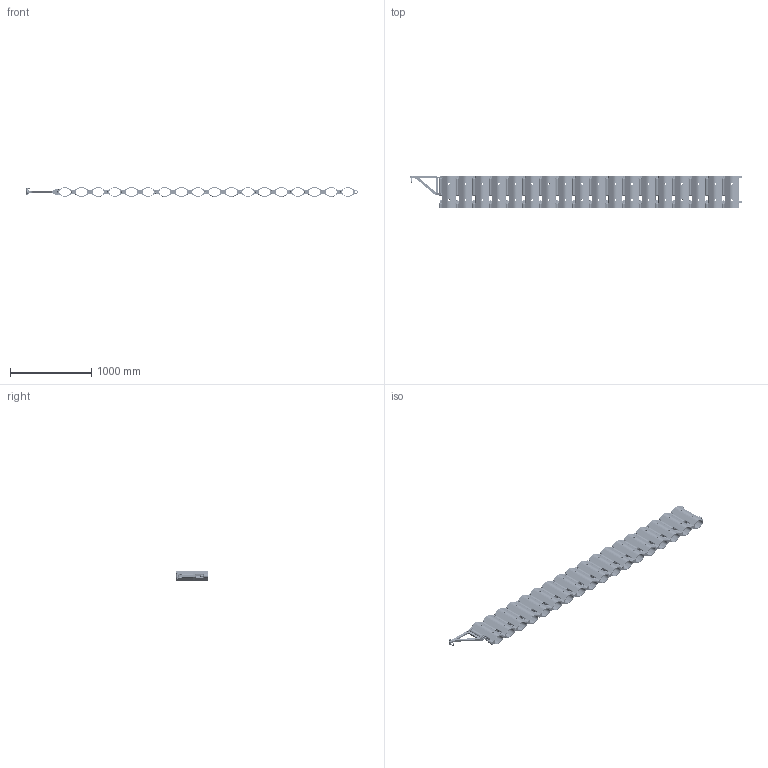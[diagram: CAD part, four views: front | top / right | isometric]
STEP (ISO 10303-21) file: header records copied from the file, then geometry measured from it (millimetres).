
FILE_DESCRIPTION (( 'STEP AP203' ), '1' );
FILE_NAME ('JF-050-4.STEP', '2017-06-06T12:10:49', ( 'bruger' ), ( '' ), 'SwSTEP 2.0', 'SolidWorks 2016', '' );
FILE_SCHEMA (( 'CONFIG_CONTROL_DESIGN' ));
Length unit declared in the file: millimetre
Products named in the file (15): 8247100 Hinge V2; JF-050-4; Rubber Bumber; 911410250 short; 911410253_D‚faut; 911410200; 911410254_D‚faut; 911410250; 911410255_D‚faut; 911410257; 911410256_D‚faut; 8247100 Body V2; 911410136_D‚faut; 8247100 Hinge; 150 V2
Assembly tree (101 placements, depth 4):
  JF-050-4
    911410200  x18
    911410250  x36
    911410257  x36
    150 V2
      8247100 Body V2
      8247100 Hinge
      8247100 Hinge V2
      Rubber Bumber
      911410250 short
      911410136_D‚faut
        911410253_D‚faut
        911410254_D‚faut
        911410255_D‚faut
        911410256_D‚faut
Bounding box: 4089.47 x 400 x 125.01 mm (x, y, z)
Volume: 45336222.9 mm3; surface area: 7910311.6 mm2
Topology: 99 solids, 99 shells, 5063 faces, 12389 edges, 7255 vertices
Faces by surface type: cylinder 1628, plane 1110, cone 858, bspline 775, torus 692
Entity records: 55451 total; most frequent: CARTESIAN_POINT 30341, ORIENTED_EDGE 4976, DIRECTION 3606, EDGE_CURVE 2488, VERTEX_POINT 1589, AXIS2_PLACEMENT_3D 1276, LINE 1054, VECTOR 1054
